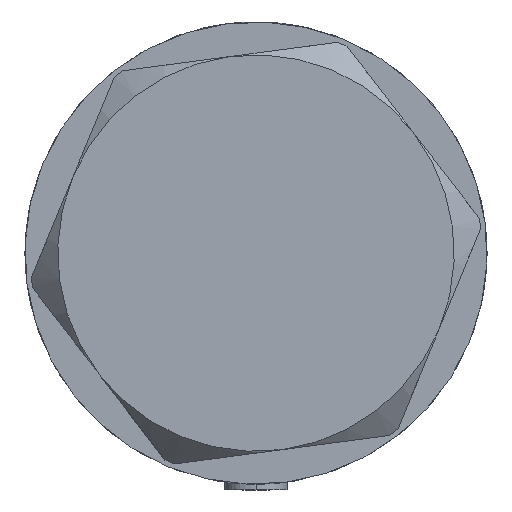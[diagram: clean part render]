
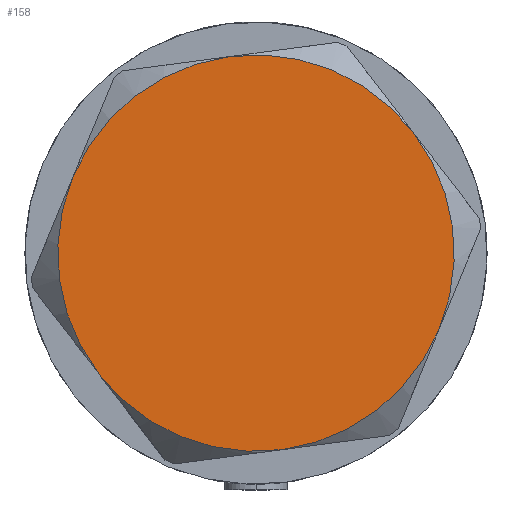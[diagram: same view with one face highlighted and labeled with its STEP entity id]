
A CAD part, left-side view. The second image highlights one B-rep face of the part: STEP entity #158.
In plain terms, the highlighted face is planar.
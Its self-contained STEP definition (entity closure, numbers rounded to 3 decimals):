
#158 = ADVANCED_FACE ( 'NONE', ( #774 ), #3847, .T. ) ;
#210 = ORIENTED_EDGE ( 'NONE', *, *, #2796, .T. ) ;
#269 = AXIS2_PLACEMENT_3D ( 'NONE', #4112, #4407, #4042 ) ;
#656 = CARTESIAN_POINT ( 'NONE',  ( -37.75, 0., 13. ) ) ;
#702 = CARTESIAN_POINT ( 'NONE',  ( 37.75, 0., 13. ) ) ;
#730 = CARTESIAN_POINT ( 'NONE',  ( 0., 0., 13. ) ) ;
#731 = CIRCLE ( 'NONE', #1649, 37.75 ) ;
#772 = VERTEX_POINT ( 'NONE', #4296 ) ;
#774 = FACE_OUTER_BOUND ( 'NONE', #1473, .T. ) ;
#809 = AXIS2_PLACEMENT_3D ( 'NONE', #730, #3012, #4441 ) ;
#888 = VERTEX_POINT ( 'NONE', #4371 ) ;
#897 = AXIS2_PLACEMENT_3D ( 'NONE', #1736, #2131, #3177 ) ;
#1073 = ORIENTED_EDGE ( 'NONE', *, *, #3789, .T. ) ;
#1160 = CARTESIAN_POINT ( 'NONE',  ( 0., 0., 13. ) ) ;
#1218 = DIRECTION ( 'NONE',  ( 0., 0., 1. ) ) ;
#1317 = DIRECTION ( 'NONE',  ( 0., 0., 1. ) ) ;
#1473 = EDGE_LOOP ( 'NONE', ( #2738, #210, #3442, #1073, #2645, #3625 ) ) ;
#1603 = DIRECTION ( 'NONE',  ( 1., 0., 0. ) ) ;
#1608 = EDGE_CURVE ( 'NONE', #1935, #888, #731, .T. ) ;
#1649 = AXIS2_PLACEMENT_3D ( 'NONE', #2745, #1317, #4253 ) ;
#1736 = CARTESIAN_POINT ( 'NONE',  ( 0., 0., 13. ) ) ;
#1743 = CIRCLE ( 'NONE', #269, 37.75 ) ;
#1931 = EDGE_CURVE ( 'NONE', #2594, #3690, #3078, .T. ) ;
#1935 = VERTEX_POINT ( 'NONE', #656 ) ;
#1942 = DIRECTION ( 'NONE',  ( 1., 0., 0. ) ) ;
#1981 = CARTESIAN_POINT ( 'NONE',  ( 0., 0., 13. ) ) ;
#2131 = DIRECTION ( 'NONE',  ( 0., 0., 1. ) ) ;
#2350 = CARTESIAN_POINT ( 'NONE',  ( 18.875, 32.692, 13. ) ) ;
#2409 = DIRECTION ( 'NONE',  ( 0., 0., 1. ) ) ;
#2443 = AXIS2_PLACEMENT_3D ( 'NONE', #1981, #1218, #1603 ) ;
#2594 = VERTEX_POINT ( 'NONE', #2350 ) ;
#2645 = ORIENTED_EDGE ( 'NONE', *, *, #1608, .T. ) ;
#2657 = DIRECTION ( 'NONE',  ( 0., 0., 1. ) ) ;
#2738 = ORIENTED_EDGE ( 'NONE', *, *, #4749, .T. ) ;
#2745 = CARTESIAN_POINT ( 'NONE',  ( 0., 0., 13. ) ) ;
#2796 = EDGE_CURVE ( 'NONE', #2836, #2594, #1743, .T. ) ;
#2836 = VERTEX_POINT ( 'NONE', #702 ) ;
#2944 = AXIS2_PLACEMENT_3D ( 'NONE', #4448, #2409, #4338 ) ;
#3012 = DIRECTION ( 'NONE',  ( 0., 0., 1. ) ) ;
#3025 = CIRCLE ( 'NONE', #4664, 37.75 ) ;
#3078 = CIRCLE ( 'NONE', #809, 37.75 ) ;
#3177 = DIRECTION ( 'NONE',  ( 1., 0., 0. ) ) ;
#3442 = ORIENTED_EDGE ( 'NONE', *, *, #1931, .T. ) ;
#3625 = ORIENTED_EDGE ( 'NONE', *, *, #4084, .T. ) ;
#3690 = VERTEX_POINT ( 'NONE', #4387 ) ;
#3789 = EDGE_CURVE ( 'NONE', #3690, #1935, #4274, .T. ) ;
#3847 = PLANE ( 'NONE',  #2443 ) ;
#3881 = CIRCLE ( 'NONE', #2944, 37.75 ) ;
#4042 = DIRECTION ( 'NONE',  ( 1., 0., 0. ) ) ;
#4084 = EDGE_CURVE ( 'NONE', #888, #772, #3881, .T. ) ;
#4112 = CARTESIAN_POINT ( 'NONE',  ( 0., 0., 13. ) ) ;
#4253 = DIRECTION ( 'NONE',  ( 1., 0., 0. ) ) ;
#4274 = CIRCLE ( 'NONE', #897, 37.75 ) ;
#4296 = CARTESIAN_POINT ( 'NONE',  ( 18.875, -32.692, 13. ) ) ;
#4338 = DIRECTION ( 'NONE',  ( 1., 0., 0. ) ) ;
#4371 = CARTESIAN_POINT ( 'NONE',  ( -18.875, -32.692, 13. ) ) ;
#4387 = CARTESIAN_POINT ( 'NONE',  ( -18.875, 32.692, 13. ) ) ;
#4407 = DIRECTION ( 'NONE',  ( 0., 0., 1. ) ) ;
#4441 = DIRECTION ( 'NONE',  ( 1., 0., 0. ) ) ;
#4448 = CARTESIAN_POINT ( 'NONE',  ( 0., 0., 13. ) ) ;
#4664 = AXIS2_PLACEMENT_3D ( 'NONE', #1160, #2657, #1942 ) ;
#4749 = EDGE_CURVE ( 'NONE', #772, #2836, #3025, .T. ) ;
